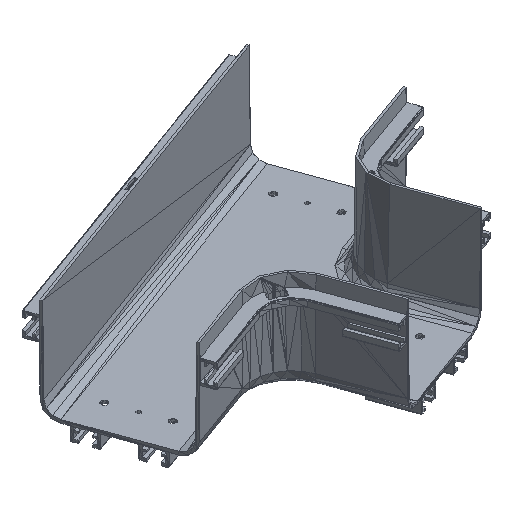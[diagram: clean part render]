
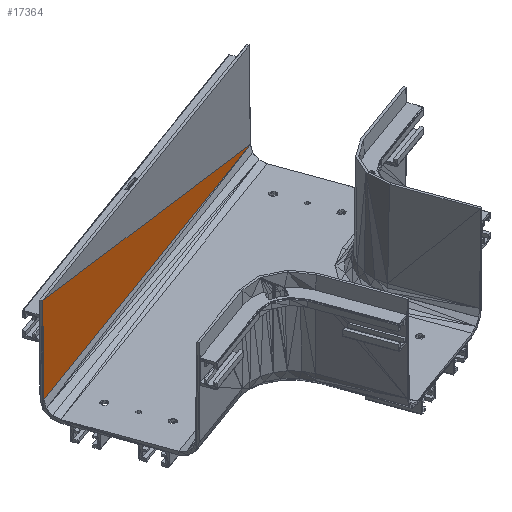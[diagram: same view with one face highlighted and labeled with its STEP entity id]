
A CAD part, isometric view. The second image highlights one B-rep face of the part: STEP entity #17364.
In plain terms, the highlighted planar face has unit normal (0.342, -0.94, 0.011).
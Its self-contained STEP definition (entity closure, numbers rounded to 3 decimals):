
#13170 = VERTEX_POINT('',#13171);
#13171 = CARTESIAN_POINT('',(-1294.013,-5047.973,
    -71.202));
#13185 = PLANE('',#13186);
#13186 = AXIS2_PLACEMENT_3D('',#13187,#13188,#13189);
#13187 = CARTESIAN_POINT('',(-1462.744,-5109.89,
    -72.904));
#13188 = DIRECTION('',(0.33,-0.905,0.268));
#13189 = DIRECTION('',(-0.94,-0.342,
    0.));
#13354 = PLANE('',#13355);
#13355 = AXIS2_PLACEMENT_3D('',#13356,#13357,#13358);
#13356 = CARTESIAN_POINT('',(-1443.336,-5101.57,
    -7.776));
#13357 = DIRECTION('',(0.342,-0.94,0.011
    ));
#13358 = DIRECTION('',(-0.94,-0.342,
    0.));
#14969 = VERTEX_POINT('',#14970);
#14970 = CARTESIAN_POINT('',(-1628.88,-5168.809,
    16.95));
#15089 = PLANE('',#15090);
#15090 = AXIS2_PLACEMENT_3D('',#15091,#15092,#15093);
#15091 = CARTESIAN_POINT('',(-1628.778,-5169.089,
    -31.443));
#15092 = DIRECTION('',(-0.94,-0.342,0.
    ));
#15093 = DIRECTION('',(0.342,-0.94,0.
    ));
#17338 = EDGE_CURVE('',#14969,#13170,#17339,.T.);
#17339 = SURFACE_CURVE('',#17340,(#17344,#17351),.PCURVE_S1.);
#17340 = LINE('',#17341,#17342);
#17341 = CARTESIAN_POINT('',(-1628.88,-5168.809,
    16.95));
#17342 = VECTOR('',#17343,1.);
#17343 = DIRECTION('',(0.913,0.329,-0.24));
#17344 = PCURVE('',#13354,#17345);
#17345 = DEFINITIONAL_REPRESENTATION('',(#17346),#17350);
#17346 = LINE('',#17347,#17348);
#17347 = CARTESIAN_POINT('',(197.351,-24.727));
#17348 = VECTOR('',#17349,1.);
#17349 = DIRECTION('',(-0.971,0.24));
#17350 = ( GEOMETRIC_REPRESENTATION_CONTEXT(2) 
PARAMETRIC_REPRESENTATION_CONTEXT() REPRESENTATION_CONTEXT('2D SPACE',''
  ) );
#17351 = PCURVE('',#17352,#17357);
#17352 = PLANE('',#17353);
#17353 = AXIS2_PLACEMENT_3D('',#17354,#17355,#17356);
#17354 = CARTESIAN_POINT('',(-1479.557,-5115.212,
    -46.476));
#17355 = DIRECTION('',(0.342,-0.94,0.011)
  );
#17356 = DIRECTION('',(-0.94,-0.342,
    0.));
#17357 = DEFINITIONAL_REPRESENTATION('',(#17358),#17362);
#17358 = LINE('',#17359,#17360);
#17359 = CARTESIAN_POINT('',(158.649,-63.43));
#17360 = VECTOR('',#17361,1.);
#17361 = DIRECTION('',(-0.971,0.24));
#17362 = ( GEOMETRIC_REPRESENTATION_CONTEXT(2) 
PARAMETRIC_REPRESENTATION_CONTEXT() REPRESENTATION_CONTEXT('2D SPACE',''
  ) );
#17364 = ADVANCED_FACE('',(#17365),#17352,.T.);
#17365 = FACE_BOUND('',#17366,.T.);
#17366 = EDGE_LOOP('',(#17367,#17390,#17411));
#17367 = ORIENTED_EDGE('',*,*,#17368,.T.);
#17368 = EDGE_CURVE('',#14969,#17369,#17371,.T.);
#17369 = VERTEX_POINT('',#17370);
#17370 = CARTESIAN_POINT('',(-1628.544,-5169.732,
    -71.202));
#17371 = SURFACE_CURVE('',#17372,(#17376,#17383),.PCURVE_S1.);
#17372 = LINE('',#17373,#17374);
#17373 = CARTESIAN_POINT('',(-1628.88,-5168.809,
    16.95));
#17374 = VECTOR('',#17375,1.);
#17375 = DIRECTION('',(0.004,-0.01,
    -1.));
#17376 = PCURVE('',#17352,#17377);
#17377 = DEFINITIONAL_REPRESENTATION('',(#17378),#17382);
#17378 = LINE('',#17379,#17380);
#17379 = CARTESIAN_POINT('',(158.649,-63.43));
#17380 = VECTOR('',#17381,1.);
#17381 = DIRECTION('',(0.,1.));
#17382 = ( GEOMETRIC_REPRESENTATION_CONTEXT(2) 
PARAMETRIC_REPRESENTATION_CONTEXT() REPRESENTATION_CONTEXT('2D SPACE',''
  ) );
#17383 = PCURVE('',#15089,#17384);
#17384 = DEFINITIONAL_REPRESENTATION('',(#17385),#17389);
#17385 = LINE('',#17386,#17387);
#17386 = CARTESIAN_POINT('',(-0.298,48.392));
#17387 = VECTOR('',#17388,1.);
#17388 = DIRECTION('',(0.011,-1.));
#17389 = ( GEOMETRIC_REPRESENTATION_CONTEXT(2) 
PARAMETRIC_REPRESENTATION_CONTEXT() REPRESENTATION_CONTEXT('2D SPACE',''
  ) );
#17390 = ORIENTED_EDGE('',*,*,#17391,.T.);
#17391 = EDGE_CURVE('',#17369,#13170,#17392,.T.);
#17392 = SURFACE_CURVE('',#17393,(#17397,#17404),.PCURVE_S1.);
#17393 = LINE('',#17394,#17395);
#17394 = CARTESIAN_POINT('',(-1628.544,-5169.732,
    -71.202));
#17395 = VECTOR('',#17396,1.);
#17396 = DIRECTION('',(0.94,0.342,0.));
#17397 = PCURVE('',#17352,#17398);
#17398 = DEFINITIONAL_REPRESENTATION('',(#17399),#17403);
#17399 = LINE('',#17400,#17401);
#17400 = CARTESIAN_POINT('',(158.649,24.727));
#17401 = VECTOR('',#17402,1.);
#17402 = DIRECTION('',(-1.,0.));
#17403 = ( GEOMETRIC_REPRESENTATION_CONTEXT(2) 
PARAMETRIC_REPRESENTATION_CONTEXT() REPRESENTATION_CONTEXT('2D SPACE',''
  ) );
#17404 = PCURVE('',#13185,#17405);
#17405 = DEFINITIONAL_REPRESENTATION('',(#17406),#17410);
#17406 = LINE('',#17407,#17408);
#17407 = CARTESIAN_POINT('',(176.268,-1.767));
#17408 = VECTOR('',#17409,1.);
#17409 = DIRECTION('',(-1.,0.));
#17410 = ( GEOMETRIC_REPRESENTATION_CONTEXT(2) 
PARAMETRIC_REPRESENTATION_CONTEXT() REPRESENTATION_CONTEXT('2D SPACE',''
  ) );
#17411 = ORIENTED_EDGE('',*,*,#17338,.F.);
